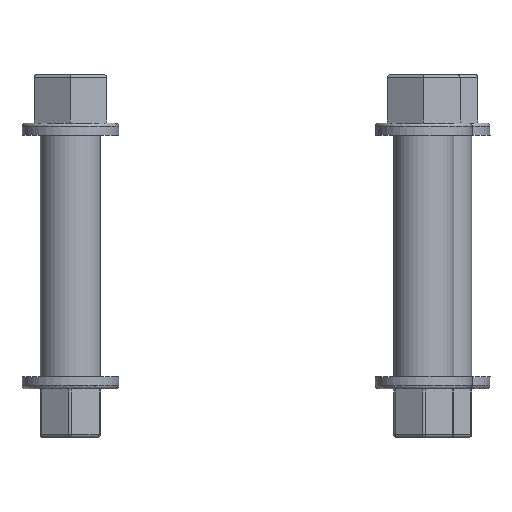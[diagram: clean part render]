
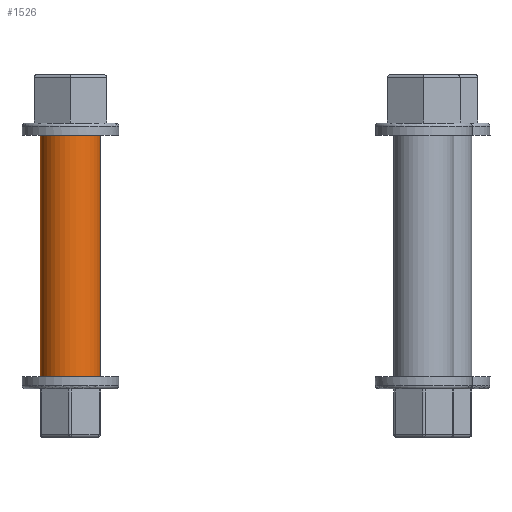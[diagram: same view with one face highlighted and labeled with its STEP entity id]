
A CAD part, left-side view. The second image highlights one B-rep face of the part: STEP entity #1526.
In plain terms, the highlighted cylindrical face has radius 2.5 mm (diameter 5 mm), a full revolution.
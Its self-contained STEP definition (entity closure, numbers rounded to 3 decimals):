
#1446=CARTESIAN_POINT('',(-2.5,0.,-24.75));
#1447=VERTEX_POINT('',#1446);
#1448=CARTESIAN_POINT('',(2.5,0.,-24.75));
#1449=VERTEX_POINT('',#1448);
#1450=CARTESIAN_POINT('',(0.,0.,-24.75));
#1451=DIRECTION('',(-1.,0.,0.));
#1452=DIRECTION('',(0.,0.,-1.));
#1453=AXIS2_PLACEMENT_3D('',#1450,#1452,#1451);
#1454=CIRCLE('',#1453,2.5);
#1455=EDGE_CURVE('',#1447,#1449,#1454,.T.);
#1482=CARTESIAN_POINT('',(0.,0.,-24.75));
#1483=DIRECTION('',(1.,0.,0.));
#1484=DIRECTION('',(0.,0.,-1.));
#1485=AXIS2_PLACEMENT_3D('',#1482,#1484,#1483);
#1486=CIRCLE('',#1485,2.5);
#1487=EDGE_CURVE('',#1449,#1447,#1486,.T.);
#1492=CARTESIAN_POINT('',(0.,0.,0.));
#1493=DIRECTION('',(1.,0.,0.));
#1494=DIRECTION('',(0.,0.,-1.));
#1495=AXIS2_PLACEMENT_3D('',#1492,#1494,#1493);
#1496=CYLINDRICAL_SURFACE('',#1495,2.5);
#1497=CARTESIAN_POINT('',(-2.5,0.,0.));
#1498=VERTEX_POINT('',#1497);
#1499=CARTESIAN_POINT('',(2.5,0.,0.));
#1500=VERTEX_POINT('',#1499);
#1501=CARTESIAN_POINT('',(0.,0.,0.));
#1502=DIRECTION('',(-1.,0.,0.));
#1503=DIRECTION('',(0.,0.,-1.));
#1504=AXIS2_PLACEMENT_3D('',#1501,#1503,#1502);
#1505=CIRCLE('',#1504,2.5);
#1506=EDGE_CURVE('',#1498,#1500,#1505,.T.);
#1507=ORIENTED_EDGE('E69',*,*,#1506,.T.);
#1508=CARTESIAN_POINT('',(2.5,0.,0.));
#1509=DIRECTION('',(0.,0.,-1.));
#1510=VECTOR('',#1509,24.75);
#1511=LINE('',#1508,#1510);
#1512=EDGE_CURVE('',#1500,#1449,#1511,.T.);
#1513=ORIENTED_EDGE('E70',*,*,#1512,.T.);
#1514=ORIENTED_EDGE('E70',*,*,#1455,.F.);
#1515=ORIENTED_EDGE('E70',*,*,#1487,.F.);
#1516=ORIENTED_EDGE('E70',*,*,#1512,.F.);
#1517=CARTESIAN_POINT('',(0.,0.,0.));
#1518=DIRECTION('',(1.,0.,0.));
#1519=DIRECTION('',(-0.,0.,-1.));
#1520=AXIS2_PLACEMENT_3D('',#1517,#1519,#1518);
#1521=CIRCLE('',#1520,2.5);
#1522=EDGE_CURVE('',#1500,#1498,#1521,.T.);
#1523=ORIENTED_EDGE('E71',*,*,#1522,.T.);
#1524=EDGE_LOOP('',(#1507,#1513,#1514,#1515,#1516,#1523));
#1525=FACE_OUTER_BOUND('',#1524,.T.);
#1526=ADVANCED_FACE('F27',(#1525),#1496,.T.);
